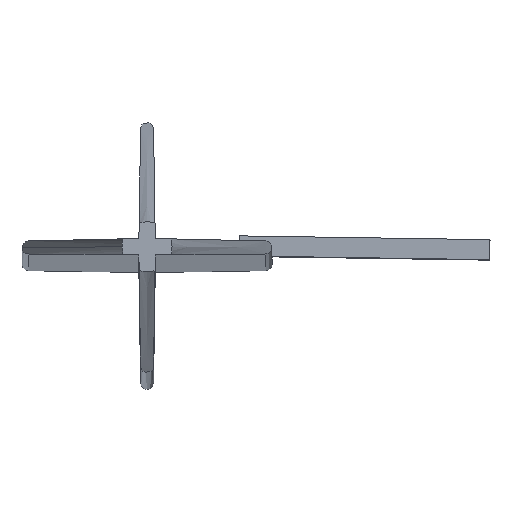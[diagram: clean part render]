
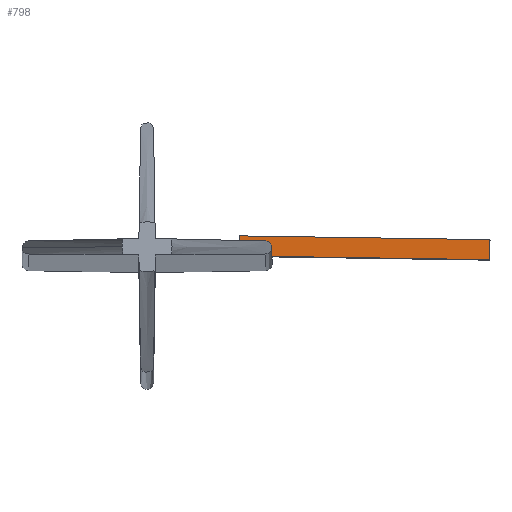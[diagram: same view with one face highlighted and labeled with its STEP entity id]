
A CAD part, top view. The second image highlights one B-rep face of the part: STEP entity #798.
In plain terms, the highlighted face is planar.
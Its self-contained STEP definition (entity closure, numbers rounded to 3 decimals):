
#32 = VECTOR ( 'NONE', #1207, 1000. ) ;
#44 = LINE ( 'NONE', #697, #32 ) ;
#46 = EDGE_CURVE ( 'NONE', #618, #1165, #552, .T. ) ;
#120 = DIRECTION ( 'NONE',  ( 0., 0., -1. ) ) ;
#124 = DIRECTION ( 'NONE',  ( 0., -1., 0. ) ) ;
#133 = VECTOR ( 'NONE', #359, 1000. ) ;
#138 = CARTESIAN_POINT ( 'NONE',  ( 82.942, 33.855, 4. ) ) ;
#152 = PLANE ( 'NONE',  #764 ) ;
#159 = LINE ( 'NONE', #689, #133 ) ;
#214 = FACE_OUTER_BOUND ( 'NONE', #634, .T. ) ;
#292 = CARTESIAN_POINT ( 'NONE',  ( 32.942, 33.855, 0. ) ) ;
#293 = CARTESIAN_POINT ( 'NONE',  ( 82.942, 33.855, 0. ) ) ;
#359 = DIRECTION ( 'NONE',  ( 0., 0., -1. ) ) ;
#378 = CARTESIAN_POINT ( 'NONE',  ( 32.942, 33.855, 4. ) ) ;
#429 = ORIENTED_EDGE ( 'NONE', *, *, #969, .T. ) ;
#431 = CARTESIAN_POINT ( 'NONE',  ( 82.942, 33.855, 4. ) ) ;
#498 = VECTOR ( 'NONE', #919, 1000. ) ;
#552 = LINE ( 'NONE', #817, #498 ) ;
#618 = VERTEX_POINT ( 'NONE', #431 ) ;
#628 = DIRECTION ( 'NONE',  ( -1., 0., 0. ) ) ;
#634 = EDGE_LOOP ( 'NONE', ( #880, #678, #1077, #429 ) ) ;
#678 = ORIENTED_EDGE ( 'NONE', *, *, #46, .F. ) ;
#689 = CARTESIAN_POINT ( 'NONE',  ( 32.942, 33.855, 4. ) ) ;
#691 = VERTEX_POINT ( 'NONE', #378 ) ;
#697 = CARTESIAN_POINT ( 'NONE',  ( 82.942, 33.855, 0. ) ) ;
#730 = VERTEX_POINT ( 'NONE', #292 ) ;
#764 = AXIS2_PLACEMENT_3D ( 'NONE', #138, #124, #120 ) ;
#798 = ADVANCED_FACE ( 'NONE', ( #214 ), #152, .T. ) ;
#817 = CARTESIAN_POINT ( 'NONE',  ( 82.942, 33.855, 4. ) ) ;
#834 = LINE ( 'NONE', #1228, #945 ) ;
#880 = ORIENTED_EDGE ( 'NONE', *, *, #1168, .F. ) ;
#919 = DIRECTION ( 'NONE',  ( 0., 0., -1. ) ) ;
#945 = VECTOR ( 'NONE', #628, 1000. ) ;
#969 = EDGE_CURVE ( 'NONE', #691, #730, #159, .T. ) ;
#1077 = ORIENTED_EDGE ( 'NONE', *, *, #1268, .T. ) ;
#1165 = VERTEX_POINT ( 'NONE', #293 ) ;
#1168 = EDGE_CURVE ( 'NONE', #1165, #730, #44, .T. ) ;
#1207 = DIRECTION ( 'NONE',  ( -1., 0., 0. ) ) ;
#1228 = CARTESIAN_POINT ( 'NONE',  ( 82.942, 33.855, 4. ) ) ;
#1268 = EDGE_CURVE ( 'NONE', #618, #691, #834, .T. ) ;
